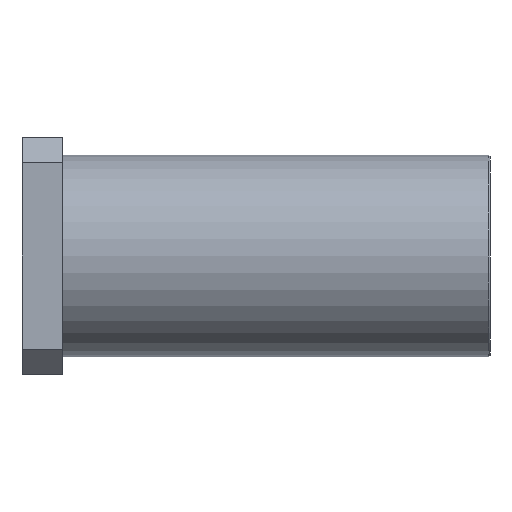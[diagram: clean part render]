
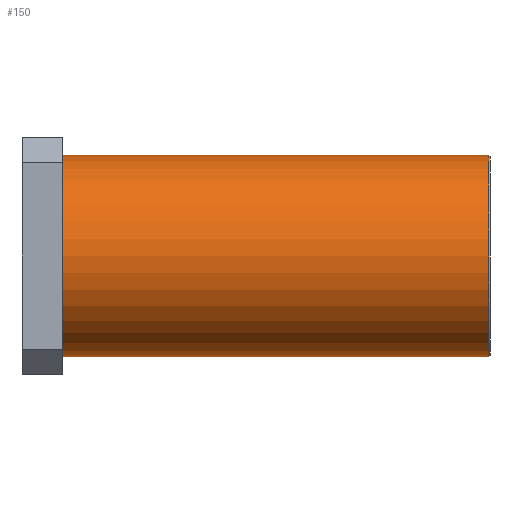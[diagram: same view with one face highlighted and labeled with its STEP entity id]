
A CAD part, front view. The second image highlights one B-rep face of the part: STEP entity #150.
In plain terms, the highlighted cylindrical face has radius 45 mm (diameter 90 mm), a partial arc.
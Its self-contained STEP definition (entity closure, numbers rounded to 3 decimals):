
#36 = EDGE_CURVE ( 'NONE', #1257, #1290, #815, .T. ) ;
#41 = EDGE_CURVE ( 'NONE', #1337, #1289, #844, .T. ) ;
#150 = ADVANCED_FACE ( 'NONE', ( #216 ), #221, .T. ) ;
#216 = FACE_OUTER_BOUND ( 'NONE', #566, .T. ) ;
#221 = CYLINDRICAL_SURFACE ( 'NONE', #920, 45. ) ;
#271 = CIRCLE ( 'NONE', #937, 45. ) ;
#279 = CIRCLE ( 'NONE', #848, 45. ) ;
#386 = CARTESIAN_POINT ( 'NONE',  ( 208.5, 0., 45. ) ) ;
#420 = CARTESIAN_POINT ( 'NONE',  ( 18.3, 0., -45. ) ) ;
#422 = CARTESIAN_POINT ( 'NONE',  ( 18.3, 0., 45. ) ) ;
#446 = CARTESIAN_POINT ( 'NONE',  ( 208.5, 0., -45. ) ) ;
#505 = EDGE_CURVE ( 'NONE', #1257, #1337, #271, .T. ) ;
#511 = EDGE_CURVE ( 'NONE', #1289, #1290, #279, .T. ) ;
#533 = ORIENTED_EDGE ( 'NONE', *, *, #505, .T. ) ;
#555 = ORIENTED_EDGE ( 'NONE', *, *, #41, .T. ) ;
#566 = EDGE_LOOP ( 'NONE', ( #621, #533, #555, #631 ) ) ;
#621 = ORIENTED_EDGE ( 'NONE', *, *, #36, .F. ) ;
#631 = ORIENTED_EDGE ( 'NONE', *, *, #511, .T. ) ;
#815 = LINE ( 'NONE', #1104, #843 ) ;
#843 = VECTOR ( 'NONE', #1081, 1000. ) ;
#844 = LINE ( 'NONE', #1045, #845 ) ;
#845 = VECTOR ( 'NONE', #1043, 1000. ) ;
#848 = AXIS2_PLACEMENT_3D ( 'NONE', #972, #952, #951 ) ;
#920 = AXIS2_PLACEMENT_3D ( 'NONE', #1089, #1088, #1094 ) ;
#937 = AXIS2_PLACEMENT_3D ( 'NONE', #992, #971, #970 ) ;
#951 = DIRECTION ( 'NONE',  ( 0., 0., -1. ) ) ;
#952 = DIRECTION ( 'NONE',  ( 1., 0., 0. ) ) ;
#970 = DIRECTION ( 'NONE',  ( 0., 0., -1. ) ) ;
#971 = DIRECTION ( 'NONE',  ( -1., 0., 0. ) ) ;
#972 = CARTESIAN_POINT ( 'NONE',  ( 18.3, 0., 0. ) ) ;
#992 = CARTESIAN_POINT ( 'NONE',  ( 208.5, 0., 0. ) ) ;
#1043 = DIRECTION ( 'NONE',  ( -1., 0., 0. ) ) ;
#1045 = CARTESIAN_POINT ( 'NONE',  ( 209., 0., 45. ) ) ;
#1081 = DIRECTION ( 'NONE',  ( -1., 0., 0. ) ) ;
#1088 = DIRECTION ( 'NONE',  ( -1., 0., 0. ) ) ;
#1089 = CARTESIAN_POINT ( 'NONE',  ( 209., 0., 0. ) ) ;
#1094 = DIRECTION ( 'NONE',  ( 0., 0., 1. ) ) ;
#1104 = CARTESIAN_POINT ( 'NONE',  ( 209., 0., -45. ) ) ;
#1257 = VERTEX_POINT ( 'NONE', #446 ) ;
#1289 = VERTEX_POINT ( 'NONE', #422 ) ;
#1290 = VERTEX_POINT ( 'NONE', #420 ) ;
#1337 = VERTEX_POINT ( 'NONE', #386 ) ;
